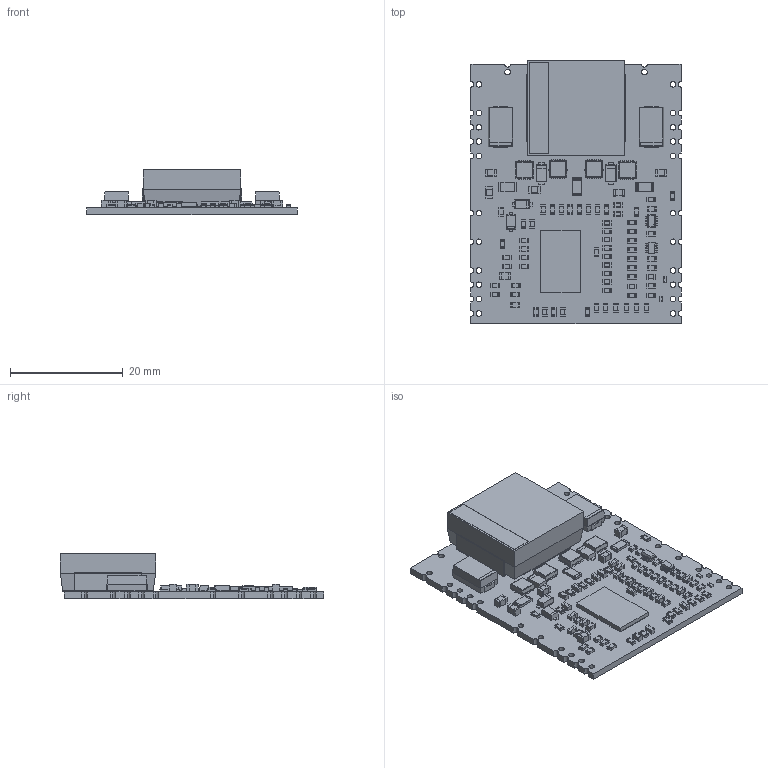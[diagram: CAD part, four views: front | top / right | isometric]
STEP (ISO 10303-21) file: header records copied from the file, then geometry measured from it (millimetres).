
FILE_DESCRIPTION(('KiCad electronic assembly'),'2;1');
FILE_NAME('LT8490.step','2024-04-25T00:04:52',('Pcbnew'),('Kicad'), 'Open CASCADE STEP processor 7.6','KiCad to STEP converter','Unknown' );
FILE_SCHEMA(('AUTOMOTIVE_DESIGN { 1 0 10303 214 1 1 1 1 }'));
Length unit declared in the file: millimetre
Products named in the file (28): LT8490 1; R_0603_1608Metric; SOLID; R_0402_1005Metric; C_0805_2012Metric; C_0603_1608Metric; D_PowerDI-123; SOT-363_SC-70-6; SIS128LDN-T1-GE3; COMPOUND; SOT363_1P3X2P15_DIO; SRP1770TA-3R3M_BRN; R_1206_3216Metric; LT8491EUKJ#PBF; D_SOD-123F; CP_EIA-7343-30_AVX-N; LT8490 PCB
Assembly tree (104 placements, depth 3):
  LT8490 1
    R_0603_1608Metric  x43
      SOLID
    R_0402_1005Metric  x2
      SOLID
    C_0805_2012Metric  x6
      SOLID
    C_0603_1608Metric  x22
      SOLID
    D_PowerDI-123  x2
      SOLID
    SOT-363_SC-70-6
      SOLID
    SIS128LDN-T1-GE3  x4
      COMPOUND
    SOT363_1P3X2P15_DIO
      COMPOUND
    SRP1770TA-3R3M_BRN
      COMPOUND
    R_1206_3216Metric  x3
      SOLID
    LT8491EUKJ#PBF
      COMPOUND
    D_SOD-123F  x2
      SOLID
    CP_EIA-7343-30_AVX-N  x2
      SOLID
    LT8490 PCB
Bounding box: 37.25 x 46.7 x 8 mm (x, y, z)
Volume: 4291.1 mm3; surface area: 6375.7 mm2
Topology: 181 solids, 181 shells, 3481 faces, 8729 edges, 5674 vertices
Faces by surface type: plane 2539, cylinder 856, bspline 86
Full cylindrical faces by diameter (mm): 0.065 x1, 1 x25
Entity records: 69372 total; most frequent: CARTESIAN_POINT 12752, DIRECTION 9761, LINE 6729, VECTOR 6729, ORIENTED_EDGE 5124, PCURVE 5124, DEFINITIONAL_REPRESENTATION 5124, EDGE_CURVE 2562
